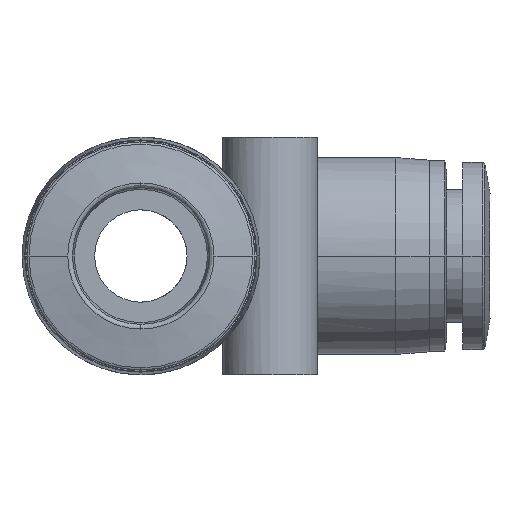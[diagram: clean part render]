
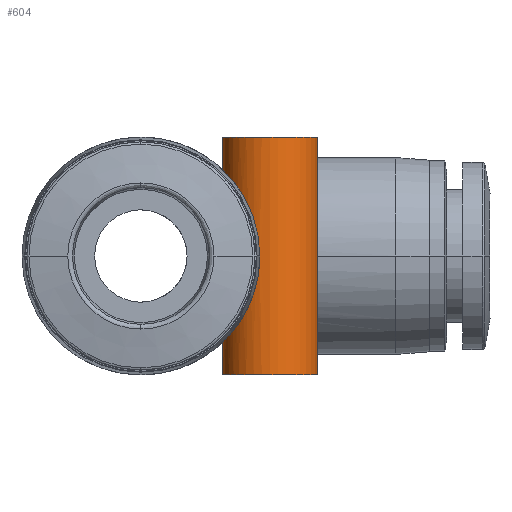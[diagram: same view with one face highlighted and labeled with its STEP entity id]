
A CAD part, front view. The second image highlights one B-rep face of the part: STEP entity #604.
In plain terms, the highlighted cylindrical face has radius 3.5 mm (diameter 7 mm), a partial arc.
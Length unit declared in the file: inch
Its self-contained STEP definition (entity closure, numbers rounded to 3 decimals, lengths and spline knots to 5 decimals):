
#46 = DIRECTION ( 'NONE',  ( 1., 0., 0. ) ) ;
#61 = ORIENTED_EDGE ( 'NONE', *, *, #1454, .F. ) ;
#121 = B_SPLINE_CURVE_WITH_KNOTS ( 'NONE', 3,
 ( #2534, #3022, #965, #4475, #1499, #4945, #2024, #5400, #2559, #5861, #3044, #6360, #3536, #472, #4035, #987, #4502, #1518, #4974, #2047, #5418, #2586, #5888, #3067, #6382, #3561 ),
 .UNSPECIFIED., .F., .F.,
 ( 4, 2, 2, 2, 2, 2, 2, 2, 2, 2, 2, 2, 4 ),
 ( 0.00928, 0.01038, 0.01147, 0.01257, 0.01367, 0.01422, 0.01477, 0.01532, 0.01586, 0.01641, 0.01696, 0.01751, 0.01806 ),
 .UNSPECIFIED. ) ;
#186 = CARTESIAN_POINT ( 'NONE',  ( 0.29624, -1.03921, -0.17636 ) ) ;
#251 = CIRCLE ( 'NONE', #2335, 0.1378 ) ;
#258 = FACE_OUTER_BOUND ( 'NONE', #695, .T. ) ;
#445 = EDGE_CURVE ( 'NONE', #2038, #2489, #1400, .T. ) ;
#472 = CARTESIAN_POINT ( 'NONE',  ( 0.27794, -1.0241, 0.20362 ) ) ;
#604 = ADVANCED_FACE ( 'NONE', ( #258 ), #5244, .T. ) ;
#650 = VECTOR ( 'NONE', #1835, 39.37008 ) ;
#679 = CARTESIAN_POINT ( 'NONE',  ( 0.23904, -0.95385, -0.24806 ) ) ;
#695 = EDGE_LOOP ( 'NONE', ( #2619, #3976, #5756, #2921, #61, #2535, #1387 ) ) ;
#700 = CARTESIAN_POINT ( 'NONE',  ( 0.30934, -1.04692, -0.15176 ) ) ;
#751 = CARTESIAN_POINT ( 'NONE',  ( 0.51181, -0.9252, 0.34449 ) ) ;
#773 = CARTESIAN_POINT ( 'NONE',  ( 0.23622, -0.9252, 0.34449 ) ) ;
#792 = VERTEX_POINT ( 'NONE', #2270 ) ;
#817 = LINE ( 'NONE', #4771, #650 ) ;
#902 = VERTEX_POINT ( 'NONE', #2410 ) ;
#965 = CARTESIAN_POINT ( 'NONE',  ( 0.34358, -1.0596, 0.02888 ) ) ;
#987 = CARTESIAN_POINT ( 'NONE',  ( 0.26695, -1.01211, 0.21782 ) ) ;
#1025 = DIRECTION ( 'NONE',  ( 0., 0., 1. ) ) ;
#1081 = LINE ( 'NONE', #3169, #4880 ) ;
#1206 = CARTESIAN_POINT ( 'NONE',  ( 0.24492, -0.97388, -0.24227 ) ) ;
#1225 = CARTESIAN_POINT ( 'NONE',  ( 0.31808, -1.05116, -0.13248 ) ) ;
#1377 = DIRECTION ( 'NONE',  ( 0., 0., 1. ) ) ;
#1384 = DIRECTION ( 'NONE',  ( 0., 0., 1. ) ) ;
#1387 = ORIENTED_EDGE ( 'NONE', *, *, #3790, .F. ) ;
#1400 = LINE ( 'NONE', #3867, #3785 ) ;
#1454 = EDGE_CURVE ( 'NONE', #5406, #1602, #1081, .T. ) ;
#1499 = CARTESIAN_POINT ( 'NONE',  ( 0.33731, -1.05806, 0.07141 ) ) ;
#1518 = CARTESIAN_POINT ( 'NONE',  ( 0.25648, -0.99738, 0.23003 ) ) ;
#1602 = VERTEX_POINT ( 'NONE', #773 ) ;
#1731 = CARTESIAN_POINT ( 'NONE',  ( 0.25329, -0.99194, -0.23353 ) ) ;
#1755 = CARTESIAN_POINT ( 'NONE',  ( 0.33022, -1.0559, -0.09916 ) ) ;
#1835 = DIRECTION ( 'NONE',  ( 0., 0., 1. ) ) ;
#1921 = CARTESIAN_POINT ( 'NONE',  ( 0.23622, -0.9252, -0.34449 ) ) ;
#1952 = B_SPLINE_CURVE_WITH_KNOTS ( 'NONE', 3,
 ( #2770, #5581, #3746, #679, #4224, #1206, #4686, #1731, #5150, #2261, #5603, #2789, #6083, #3273, #186, #3767, #700, #4241, #1225, #4700, #1755, #5172, #2282, #5622, #2811, #6107 ),
 .UNSPECIFIED., .F., .F.,
 ( 4, 2, 2, 2, 2, 2, 2, 2, 2, 2, 2, 2, 4 ),
 ( 0.0005, 0.00105, 0.0016, 0.00215, 0.0027, 0.00324, 0.00379, 0.00489, 0.00544, 0.00599, 0.00708, 0.00818, 0.00928 ),
 .UNSPECIFIED. ) ;
#2024 = CARTESIAN_POINT ( 'NONE',  ( 0.32591, -1.05445, 0.11251 ) ) ;
#2038 = VERTEX_POINT ( 'NONE', #1921 ) ;
#2047 = CARTESIAN_POINT ( 'NONE',  ( 0.24751, -0.9802, 0.23965 ) ) ;
#2054 = AXIS2_PLACEMENT_3D ( 'NONE', #3913, #1384, #6239 ) ;
#2176 = CARTESIAN_POINT ( 'NONE',  ( 0.37402, -0.9252, -0.34449 ) ) ;
#2247 = CARTESIAN_POINT ( 'NONE',  ( 0.23622, -0.9252, -0.25074 ) ) ;
#2261 = CARTESIAN_POINT ( 'NONE',  ( 0.26337, -1.00755, -0.22212 ) ) ;
#2270 = CARTESIAN_POINT ( 'NONE',  ( 0.51181, -0.9252, -0.34449 ) ) ;
#2282 = CARTESIAN_POINT ( 'NONE',  ( 0.34002, -1.05875, -0.05712 ) ) ;
#2335 = AXIS2_PLACEMENT_3D ( 'NONE', #2176, #5531, #2712 ) ;
#2379 = EDGE_CURVE ( 'NONE', #2038, #792, #251, .T. ) ;
#2410 = CARTESIAN_POINT ( 'NONE',  ( 0.34449, -1.05979, 0. ) ) ;
#2489 = VERTEX_POINT ( 'NONE', #2247 ) ;
#2534 = CARTESIAN_POINT ( 'NONE',  ( 0.34449, -1.05979, 0. ) ) ;
#2535 = ORIENTED_EDGE ( 'NONE', *, *, #6196, .F. ) ;
#2559 = CARTESIAN_POINT ( 'NONE',  ( 0.30945, -1.04717, 0.15199 ) ) ;
#2586 = CARTESIAN_POINT ( 'NONE',  ( 0.24069, -0.96069, 0.24647 ) ) ;
#2612 = EDGE_CURVE ( 'NONE', #792, #3864, #817, .T. ) ;
#2619 = ORIENTED_EDGE ( 'NONE', *, *, #445, .F. ) ;
#2712 = DIRECTION ( 'NONE',  ( 1., 0., 0. ) ) ;
#2770 = CARTESIAN_POINT ( 'NONE',  ( 0.23622, -0.9252, -0.25074 ) ) ;
#2789 = CARTESIAN_POINT ( 'NONE',  ( 0.27427, -1.02042, -0.20853 ) ) ;
#2811 = CARTESIAN_POINT ( 'NONE',  ( 0.34449, -1.05979, -0.01435 ) ) ;
#2921 = ORIENTED_EDGE ( 'NONE', *, *, #3261, .T. ) ;
#3022 = CARTESIAN_POINT ( 'NONE',  ( 0.34449, -1.05979, 0.01436 ) ) ;
#3044 = CARTESIAN_POINT ( 'NONE',  ( 0.29614, -1.03896, 0.17613 ) ) ;
#3067 = CARTESIAN_POINT ( 'NONE',  ( 0.2368, -0.93974, 0.2502 ) ) ;
#3137 = DIRECTION ( 'NONE',  ( 0., 0., -1. ) ) ;
#3169 = CARTESIAN_POINT ( 'NONE',  ( 0.23622, -0.9252, 0. ) ) ;
#3261 = EDGE_CURVE ( 'NONE', #3864, #1602, #4070, .T. ) ;
#3273 = CARTESIAN_POINT ( 'NONE',  ( 0.28911, -1.03418, -0.18776 ) ) ;
#3536 = CARTESIAN_POINT ( 'NONE',  ( 0.28532, -1.03077, 0.19315 ) ) ;
#3561 = CARTESIAN_POINT ( 'NONE',  ( 0.23622, -0.9252, 0.25074 ) ) ;
#3571 = CARTESIAN_POINT ( 'NONE',  ( 0.23622, -0.9252, 0.25074 ) ) ;
#3746 = CARTESIAN_POINT ( 'NONE',  ( 0.2368, -0.93971, -0.2502 ) ) ;
#3767 = CARTESIAN_POINT ( 'NONE',  ( 0.30615, -1.04518, -0.15808 ) ) ;
#3785 = VECTOR ( 'NONE', #1377, 39.37008 ) ;
#3790 = EDGE_CURVE ( 'NONE', #2489, #902, #1952, .T. ) ;
#3864 = VERTEX_POINT ( 'NONE', #751 ) ;
#3867 = CARTESIAN_POINT ( 'NONE',  ( 0.23622, -0.9252, 0. ) ) ;
#3913 = CARTESIAN_POINT ( 'NONE',  ( 0.37402, -0.9252, 0. ) ) ;
#3976 = ORIENTED_EDGE ( 'NONE', *, *, #2379, .T. ) ;
#4035 = CARTESIAN_POINT ( 'NONE',  ( 0.27425, -1.0204, 0.20856 ) ) ;
#4070 = CIRCLE ( 'NONE', #6212, 0.1378 ) ;
#4224 = CARTESIAN_POINT ( 'NONE',  ( 0.24069, -0.96068, -0.24648 ) ) ;
#4241 = CARTESIAN_POINT ( 'NONE',  ( 0.31529, -1.0499, -0.13897 ) ) ;
#4475 = CARTESIAN_POINT ( 'NONE',  ( 0.33998, -1.05873, 0.05739 ) ) ;
#4502 = CARTESIAN_POINT ( 'NONE',  ( 0.26331, -1.00747, 0.22218 ) ) ;
#4686 = CARTESIAN_POINT ( 'NONE',  ( 0.24751, -0.98022, -0.23964 ) ) ;
#4700 = CARTESIAN_POINT ( 'NONE',  ( 0.32584, -1.05442, -0.11271 ) ) ;
#4771 = CARTESIAN_POINT ( 'NONE',  ( 0.51181, -0.9252, 0. ) ) ;
#4880 = VECTOR ( 'NONE', #1025, 39.37008 ) ;
#4945 = CARTESIAN_POINT ( 'NONE',  ( 0.33027, -1.05592, 0.09897 ) ) ;
#4974 = CARTESIAN_POINT ( 'NONE',  ( 0.25329, -0.99195, 0.23353 ) ) ;
#5150 = CARTESIAN_POINT ( 'NONE',  ( 0.25651, -0.99743, -0.23 ) ) ;
#5172 = CARTESIAN_POINT ( 'NONE',  ( 0.33732, -1.05807, -0.07138 ) ) ;
#5244 = CYLINDRICAL_SURFACE ( 'NONE', #2054, 0.1378 ) ;
#5400 = CARTESIAN_POINT ( 'NONE',  ( 0.3155, -1.05008, 0.13906 ) ) ;
#5406 = VERTEX_POINT ( 'NONE', #3571 ) ;
#5418 = CARTESIAN_POINT ( 'NONE',  ( 0.2449, -0.97383, 0.24229 ) ) ;
#5531 = DIRECTION ( 'NONE',  ( 0., 0., 1. ) ) ;
#5581 = CARTESIAN_POINT ( 'NONE',  ( 0.23622, -0.9324, -0.25074 ) ) ;
#5603 = CARTESIAN_POINT ( 'NONE',  ( 0.26695, -1.01212, -0.21782 ) ) ;
#5622 = CARTESIAN_POINT ( 'NONE',  ( 0.34359, -1.0596, -0.02865 ) ) ;
#5756 = ORIENTED_EDGE ( 'NONE', *, *, #2612, .T. ) ;
#5861 = CARTESIAN_POINT ( 'NONE',  ( 0.29957, -1.04122, 0.17022 ) ) ;
#5888 = CARTESIAN_POINT ( 'NONE',  ( 0.23905, -0.95388, 0.24805 ) ) ;
#5949 = CARTESIAN_POINT ( 'NONE',  ( 0.37402, -0.9252, 0.34449 ) ) ;
#6083 = CARTESIAN_POINT ( 'NONE',  ( 0.27802, -1.02418, -0.20351 ) ) ;
#6107 = CARTESIAN_POINT ( 'NONE',  ( 0.34449, -1.05979, 0. ) ) ;
#6196 = EDGE_CURVE ( 'NONE', #902, #5406, #121, .T. ) ;
#6212 = AXIS2_PLACEMENT_3D ( 'NONE', #5949, #3137, #46 ) ;
#6239 = DIRECTION ( 'NONE',  ( 1., 0., 0. ) ) ;
#6360 = CARTESIAN_POINT ( 'NONE',  ( 0.28901, -1.03374, 0.18758 ) ) ;
#6382 = CARTESIAN_POINT ( 'NONE',  ( 0.23622, -0.93241, 0.25074 ) ) ;
